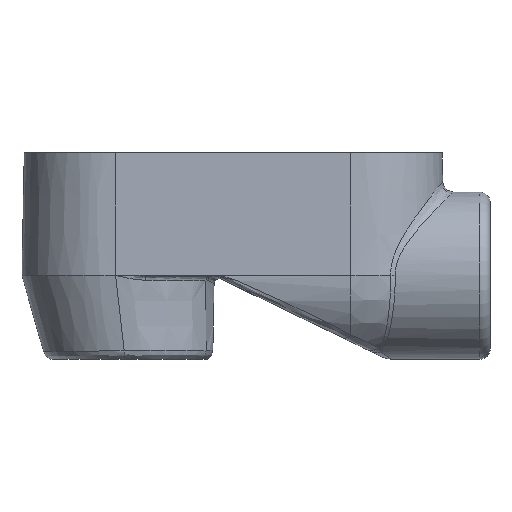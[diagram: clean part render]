
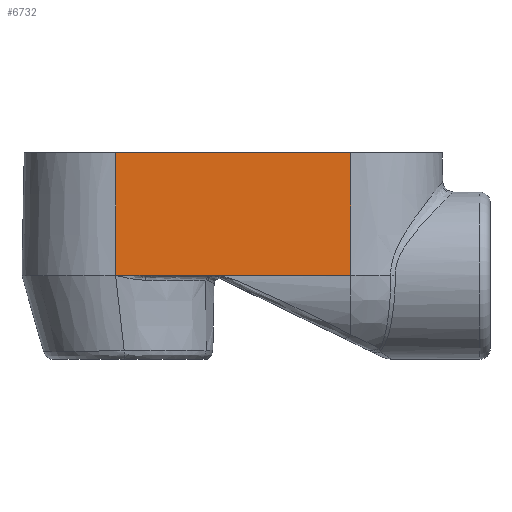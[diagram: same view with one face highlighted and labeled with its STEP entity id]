
A CAD part, top view. The second image highlights one B-rep face of the part: STEP entity #6732.
In plain terms, the highlighted planar face has unit normal (0, 0.018, 1).
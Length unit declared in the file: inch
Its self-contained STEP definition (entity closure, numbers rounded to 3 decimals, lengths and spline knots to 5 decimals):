
#807=PLANE('',#7251);
#1010=FACE_OUTER_BOUND('',#1439,.T.);
#1439=EDGE_LOOP('',(#4922,#4923,#4924,#4925,#4926,#4927));
#1837=LINE('',#12141,#2192);
#1838=LINE('',#12182,#2193);
#1839=LINE('',#12184,#2194);
#1850=LINE('',#13501,#2205);
#1851=LINE('',#13504,#2206);
#1852=LINE('',#13505,#2207);
#2192=VECTOR('',#7851,0.3937);
#2193=VECTOR('',#7852,0.3937);
#2194=VECTOR('',#7855,0.3937);
#2205=VECTOR('',#8016,1.77747);
#2206=VECTOR('',#8019,0.3937);
#2207=VECTOR('',#8020,0.3937);
#2816=VERTEX_POINT('',#10534);
#2819=VERTEX_POINT('',#10583);
#2821=VERTEX_POINT('',#10728);
#2849=VERTEX_POINT('',#11639);
#2911=VERTEX_POINT('',#13391);
#2912=VERTEX_POINT('',#13503);
#3575=EDGE_CURVE('',#2819,#2816,#1837,.T.);
#3576=EDGE_CURVE('',#2816,#2821,#1838,.T.);
#3577=EDGE_CURVE('',#2849,#2819,#1839,.T.);
#3669=EDGE_CURVE('',#2849,#2911,#1850,.T.);
#3670=EDGE_CURVE('',#2912,#2911,#1851,.T.);
#3671=EDGE_CURVE('',#2821,#2912,#1852,.T.);
#4922=ORIENTED_EDGE('',*,*,#3577,.F.);
#4923=ORIENTED_EDGE('',*,*,#3669,.T.);
#4924=ORIENTED_EDGE('',*,*,#3670,.F.);
#4925=ORIENTED_EDGE('',*,*,#3671,.F.);
#4926=ORIENTED_EDGE('',*,*,#3576,.F.);
#4927=ORIENTED_EDGE('',*,*,#3575,.F.);
#6732=ADVANCED_FACE('',(#1010),#807,.T.);
#7251=AXIS2_PLACEMENT_3D('',#13502,#8017,#8018);
#7851=DIRECTION('',(-1.,0.,0.));
#7852=DIRECTION('',(-1.,0.,0.));
#7855=DIRECTION('',(-1.,0.,0.));
#8016=DIRECTION('',(0.,1.,-0.018));
#8017=DIRECTION('center_axis',(0.,0.018,
1.));
#8018=DIRECTION('ref_axis',(1.,0.,0.));
#8019=DIRECTION('',(1.,0.,0.));
#8020=DIRECTION('',(0.,1.,-0.018));
#10534=CARTESIAN_POINT('',(-1.02919,0.,1.11978));
#10583=CARTESIAN_POINT('',(-0.20141,0.,1.11978));
#10728=CARTESIAN_POINT('',(-1.40625,0.,1.11978));
#11639=CARTESIAN_POINT('',(1.40625,0.,1.11978));
#12141=CARTESIAN_POINT('',(-1.95313,0.,1.11978));
#12182=CARTESIAN_POINT('',(-1.95313,0.,1.11978));
#12184=CARTESIAN_POINT('',(-1.95313,0.,1.11978));
#13391=CARTESIAN_POINT('',(1.40625,1.46875,1.09375));
#13501=CARTESIAN_POINT('',(1.40625,-0.16156,1.12264));
#13502=CARTESIAN_POINT('Origin',(-1.40625,-0.16156,1.12264));
#13503=CARTESIAN_POINT('',(-1.40625,1.46875,1.09375));
#13504=CARTESIAN_POINT('',(0.54688,1.46875,1.09375));
#13505=CARTESIAN_POINT('',(-1.40625,-0.16156,1.12264));
